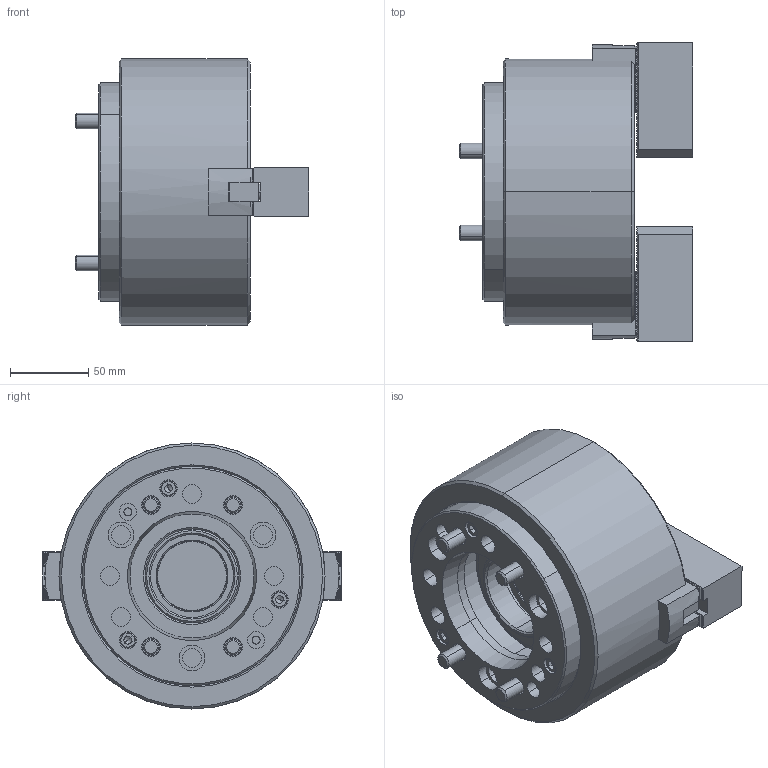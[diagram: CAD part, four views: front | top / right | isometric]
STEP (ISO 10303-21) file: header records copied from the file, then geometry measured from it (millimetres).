
FILE_DESCRIPTION (( 'STEP AP203' ), '1' );
FILE_NAME ('CF-2L-206A5.STEP', '2021-08-20T03:02:16', ( '' ), ( '' ), 'SwSTEP 2.0', 'SolidWorks 2016', '' );
FILE_SCHEMA (( 'CONFIG_CONTROL_DESIGN' ));
Length unit declared in the file: millimetre
Products named in the file (14): CF-3L-206-03010; CF-3L-06-12000-A5法蘭; CF-3L-206-04000; 圓頭內六角螺栓_M6x20; CF-2L-206-05000; CF-2L-206A5; CF-3H-06-08000; CF-3H-206-04000(T型塊); SJ-06; 圓頭內六角螺栓_M10x25; CF-2L-206-01000; 圓頭內六角螺栓_M10x100; CF-3L-206-02000; 半圓頭六角孔螺栓_M5x10
Assembly tree (27 placements, depth 2):
  CF-2L-206A5
    CF-2L-206-01000
    CF-3L-206-02000
    CF-3L-206-03010  x2
    CF-3L-206-04000
    CF-2L-206-05000
    CF-3H-06-08000
    CF-3H-206-04000(T型塊)  x2
    SJ-06  x2
    圓頭內六角螺栓_M10x25  x4
    圓頭內六角螺栓_M10x100  x4
    半圓頭六角孔螺栓_M5x10  x4
    CF-3L-06-12000-A5法蘭
    圓頭內六角螺栓_M6x20  x3
Bounding box: 149.3 x 190.5 x 170 mm (x, y, z)
Volume: 1953674.3 mm3; surface area: 311144.9 mm2
Topology: 27 solids, 27 shells, 1993 faces, 5481 edges, 3560 vertices
Faces by surface type: plane 1291, cylinder 544, cone 144, torus 14
Entity records: 34500 total; most frequent: CARTESIAN_POINT 6770, ORIENTED_EDGE 5648, DIRECTION 5089, EDGE_CURVE 2824, LINE 2017, VECTOR 2017, VERTEX_POINT 1853, AXIS2_PLACEMENT_3D 1536
